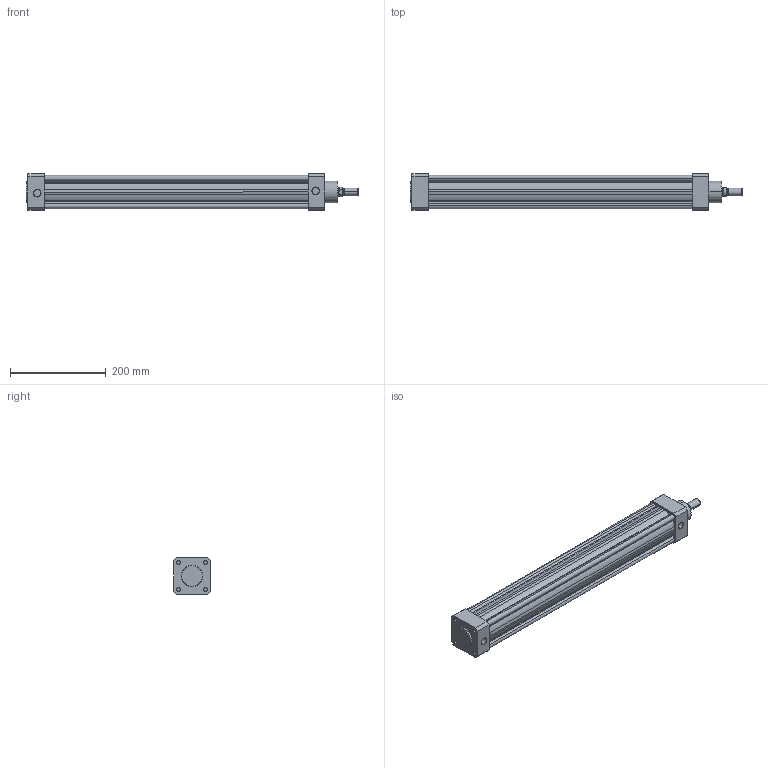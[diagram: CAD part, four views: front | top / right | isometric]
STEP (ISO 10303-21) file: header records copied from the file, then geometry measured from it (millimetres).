
FILE_DESCRIPTION (( 'STEP AP214' ), '1' );
FILE_NAME ('PAC 63-500 CYLINDER.STEP', '2010-08-04T08:06:26', ( '' ), ( '' ), 'SwSTEP 2.0', 'SolidWorks 2010', '' );
FILE_SCHEMA (( 'AUTOMOTIVE_DESIGN' ));
Length unit declared in the file: millimetre
Products named in the file (5): PAC 63 ARKA KAPAK; 63; PAC  63 烰 KAPAK; PAC  63 M尳; PAC   63-500   CYLINDER
Assembly tree (4 placements, depth 2):
  PAC   63-500   CYLINDER
    63
    PAC 63 ARKA KAPAK
    PAC  63 烰 KAPAK
    PAC  63 M尳
Bounding box: 694 x 76 x 76 mm (x, y, z)
Volume: 1303390.6 mm3; surface area: 429738.3 mm2
Topology: 4 solids, 4 shells, 170 faces, 402 edges, 256 vertices
Faces by surface type: cylinder 80, plane 54, cone 26, torus 10
Entity records: 5428 total; most frequent: DIRECTION 942, CARTESIAN_POINT 903, ORIENTED_EDGE 804, EDGE_CURVE 402, AXIS2_PLACEMENT_3D 379, VERTEX_POINT 256, CIRCLE 202, EDGE_LOOP 198
